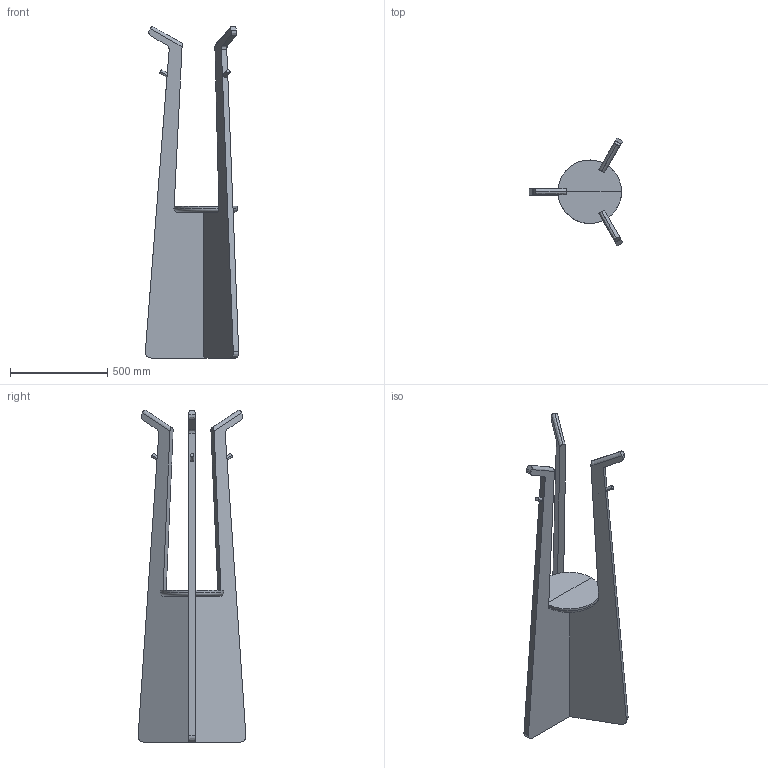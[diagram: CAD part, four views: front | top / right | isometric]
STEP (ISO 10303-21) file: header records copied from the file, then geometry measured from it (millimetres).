
FILE_DESCRIPTION(/* description */ (''),/* implementation_level */ '2;1');
FILE_NAME(/* name */ 'VESIAK 1',/* time_stamp */ '2022-05-04T10:26:33+02:00',/* author */ (''),/* organization */ (''),/* preprocessor_version */ 'ST-DEVELOPER v10',/* originating_system */ '',/* authorisation */ '');
FILE_SCHEMA (('CONFIG_CONTROL_DESIGN'));
Length unit declared in the file: millimetre
Products named in the file (1): 1
Bounding box: 478.78 x 552.85 x 1703.09 mm (x, y, z)
Volume: 29534658.4 mm3; surface area: 2269518.2 mm2
Topology: 7 solids, 7 shells, 80 faces, 191 edges, 124 vertices
Faces by surface type: bspline 80
Entity records: 3691 total; most frequent: CARTESIAN_POINT 2539, ORIENTED_EDGE 374, EDGE_CURVE 187, VERTEX_POINT 124, EDGE_LOOP 83, B_SPLINE_CURVE_WITH_KNOTS 81, ADVANCED_FACE 80, FACE_OUTER_BOUND 80
